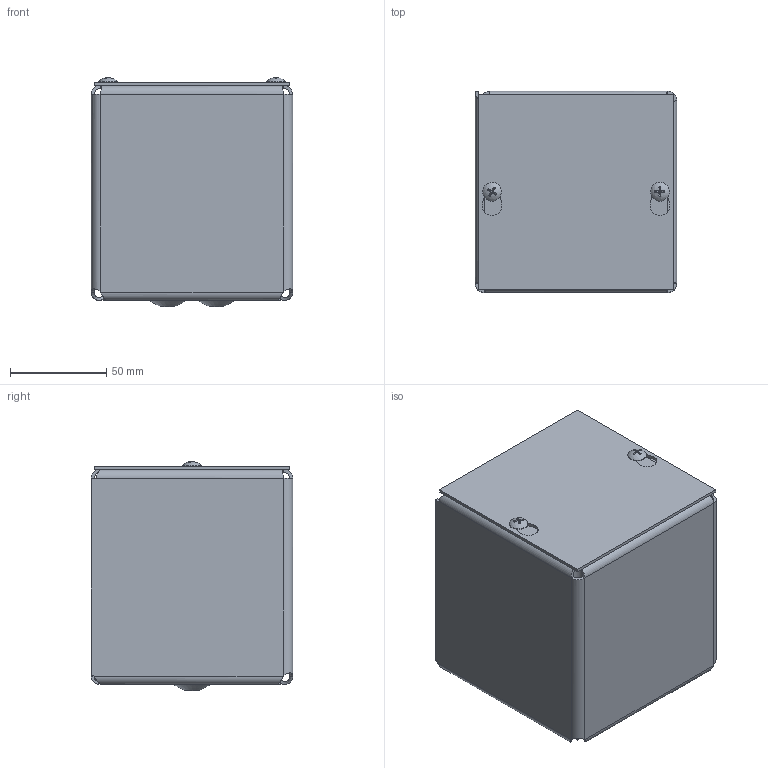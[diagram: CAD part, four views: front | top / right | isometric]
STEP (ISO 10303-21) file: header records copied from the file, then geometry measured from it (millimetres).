
FILE_DESCRIPTION(/* description */ ('BACKS - 4"X4"'),/* implementation_level */ '2;1');
FILE_NAME(/* name */ 'SC040404NK.stp',/* time_stamp */ '2014-12-08T16:59:32+05:00',/* author */ ('ps'),/* organization */ (''),/* preprocessor_version */ 'ST-DEVELOPER v15.2',/* originating_system */ 'Autodesk Inventor 2014',/* authorisation */ '');
FILE_SCHEMA (('AUTOMOTIVE_DESIGN { 1 0 10303 214 3 1 1 }'));
Length unit declared in the file: inch
Products named in the file (5): SC0404BKP; SC040404NKWRA; SC0404LID; 34056; SC040404NK
Bounding box: 104.78 x 104.78 x 119.2 mm (x, y, z)
Volume: 120030.1 mm3; surface area: 155829.7 mm2
Topology: 5 solids, 5 shells, 274 faces, 701 edges, 439 vertices
Faces by surface type: plane 107, cylinder 53, bspline 44, torus 28, cone 24, sphere 18
Full cylindrical faces by diameter (mm): 3.734 x2, 4.166 x2, 7.62 x2, 9.754 x2
Entity records: 8337 total; most frequent: CARTESIAN_POINT 2764, ORIENTED_EDGE 1100, DIRECTION 957, EDGE_CURVE 550, VERTEX_POINT 360, LINE 331, VECTOR 331, AXIS2_PLACEMENT_3D 313
